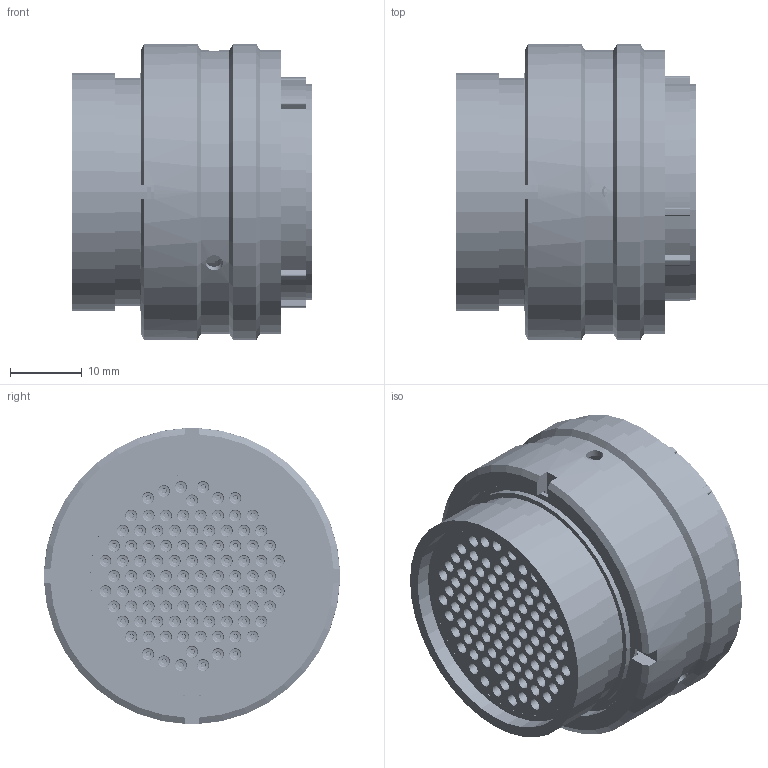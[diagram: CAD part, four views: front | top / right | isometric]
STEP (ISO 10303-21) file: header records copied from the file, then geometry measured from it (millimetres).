
FILE_DESCRIPTION (( 'STEP AP214' ), '1' );
FILE_NAME ('AS622-35PN.STEP', '2013-06-03T14:18:39', ( 'TE Connectivity' ), ( 'TE Connectivity' ), 'SwSTEP 2.0', 'SolidWorks 2011', '' );
FILE_SCHEMA (( 'AUTOMOTIVE_DESIGN' ));
Length unit declared in the file: inch
Products named in the file (1): AS622-35PN
Bounding box: 33.37 x 41.2 x 41.2 mm (x, y, z)
Volume: 20209.4 mm3; surface area: 26104.1 mm2
Topology: 108 solids, 108 shells, 4645 faces, 10354 edges, 6236 vertices
Faces by surface type: torus 1604, cylinder 1284, plane 1130, cone 610, bspline 9, sphere 8
Entity records: 199581 total; most frequent: CARTESIAN_POINT 33179, DIRECTION 24031, ORIENTED_EDGE 20664, AXIS2_PLACEMENT_3D 10840, EDGE_CURVE 10332, VERTEX_POINT 6222, CIRCLE 6207, EDGE_LOOP 5370
